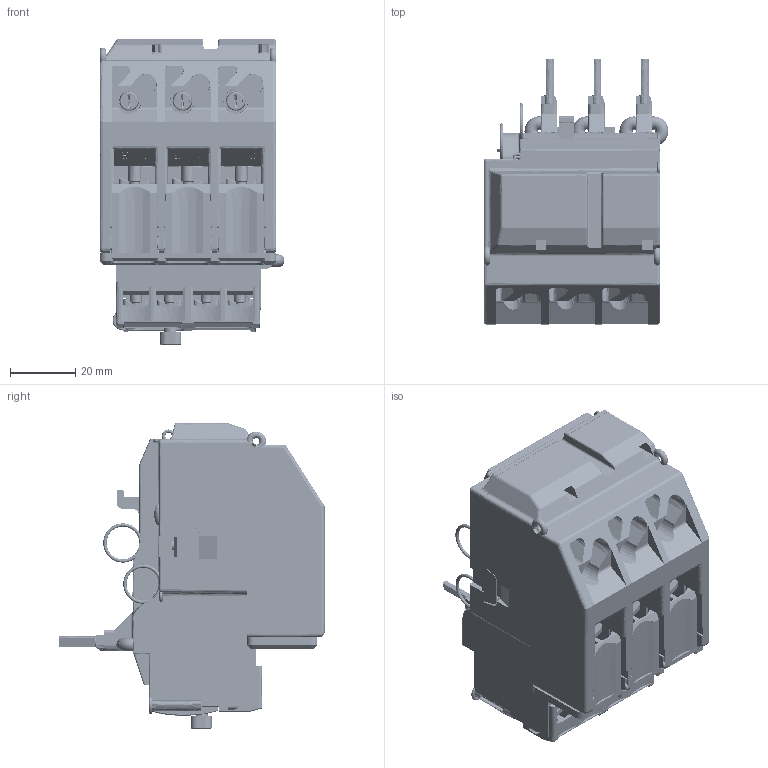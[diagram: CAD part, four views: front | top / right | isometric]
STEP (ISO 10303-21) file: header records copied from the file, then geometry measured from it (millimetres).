
FILE_DESCRIPTION((''),'2;1');
FILE_NAME('2ZTD-331-050_ASM_ASM','2017-07-14T',('maoch'),(''),'PRO/ENGINEER BY PARAMETRIC TECHNOLOGY CORPORATION, 2009460','PRO/ENGINEER BY PARAMETRIC TECHNOLOGY CORPORATION, 2009460','');
FILE_SCHEMA(('CONFIG_CONTROL_DESIGN'));
Products named in the file (40): 8WZT-574-016_1; 8ZTT-253-003_1; 8ZTT-557-008_1; 5ZTT-550-014_ASM_1_ASM; 8ZTT-557-009_1; 5ZTT-550-015_ASM_1_ASM; 8ZTT-043-006_1; 8ZTT-233-003_1; 8ZTT-233-004_1; 8ZTD-253-008_1; 8ZTT-205-003_1; 8ZTT-441-002_1; 8ZTT-557-032_1; 5ZTT-550-021__ASM_1_ASM; 8ZTT-557-031_1; 5ZTT-550-020_ASM_1_ASM; 8ZTD-253-071_1; 8ZTD-253-663_1; 5ZTD-043-212_ASM_1_ASM; 8ZTD-510-360_1; M2_2_8_____1; 8ZTT-321-001_1; M3_5_8___1; 8ZTT-005-086_1; 8ZTT-110-002_1; 8ZTD-304-208_1; 8ZTD-304-207_1; 8ZTJ-907-002_1; 8ZTJ-950-003_1; 5ZTJ-850-001_ASM_1_ASM; MINGPAI_1; 8ZTJ-950-005_1; 8ZTJ-907-004_1; 5ZTJ-850-003_ASM_1_ASM; 8ZTD-315-1152_1; 8ZTD-315-1178_1; 8ZTD-315-1155_1; ASM0001_ASM_1_ASM_1_ASM; 2ZTD-331-050_ASM_1_ASM; 2ZTD-331-050_ASM_ASM
Assembly tree (50 placements, depth 5):
  2ZTD-331-050_ASM_ASM
    2ZTD-331-050_ASM_1_ASM
      8WZT-574-016_1  x3
      5ZTD-043-212_ASM_1_ASM
        8ZTT-253-003_1
        5ZTT-550-014_ASM_1_ASM
          8ZTT-557-008_1
        5ZTT-550-015_ASM_1_ASM
          8ZTT-557-009_1
        8ZTT-043-006_1
        8ZTT-233-003_1
        8ZTT-233-004_1
        8ZTD-253-008_1
        8ZTT-205-003_1
        8ZTT-441-002_1
        5ZTT-550-021__ASM_1_ASM
          8ZTT-557-032_1
        5ZTT-550-020_ASM_1_ASM
          8ZTT-557-031_1
        8ZTD-253-071_1
        8ZTD-253-663_1
      8ZTD-510-360_1  x3
      M2_2_8_____1
      8ZTT-321-001_1
      M3_5_8___1  x3
      8ZTT-005-086_1
      8ZTT-110-002_1
      8ZTD-304-208_1
      8ZTD-304-207_1
      5ZTJ-850-001_ASM_1_ASM  x4
        8ZTJ-907-002_1
        8ZTJ-950-003_1
      MINGPAI_1
      5ZTJ-850-003_ASM_1_ASM  x3
        8ZTJ-950-005_1
        8ZTJ-907-004_1
      8ZTD-315-1152_1
      ASM0001_ASM_1_ASM_1_ASM
        8ZTD-315-1178_1
        8ZTD-315-1155_1
Bounding box: 56.49 x 81 x 93.54 mm (x, y, z)
Surface area: 116134.9 mm2 (no closed solid volume)
Topology: 0 solids, 0 shells, 6292 faces, 35059 edges, 34830 vertices
Faces by surface type: bspline 6111, sphere 91, torus 90
Entity records: 505413 total; most frequent: CARTESIAN_POINT 191443, DIRECTION 52694, TRIMMED_CURVE 49558, VECTOR 46894, LINE 46894, DEFINITIONAL_REPRESENTATION 28185, PCURVE 28185, COMPOSITE_CURVE_SEGMENT 28185
